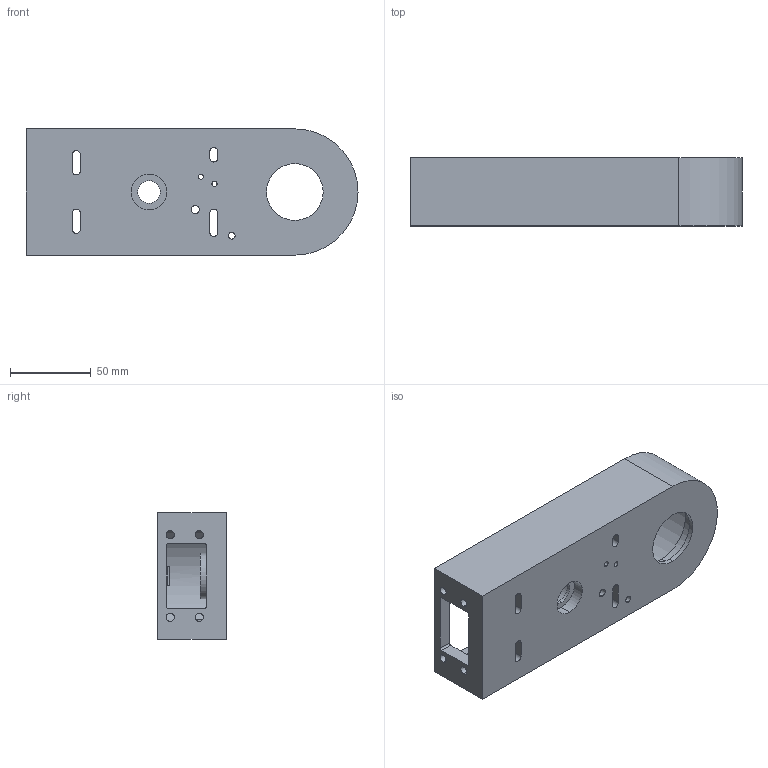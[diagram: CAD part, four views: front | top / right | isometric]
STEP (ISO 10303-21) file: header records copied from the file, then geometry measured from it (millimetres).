
FILE_DESCRIPTION(('FreeCAD Model'),'2;1');
FILE_NAME('Open CASCADE Shape Model','2021-05-05T12:10:49',('Author'),( ''),'Open CASCADE STEP processor 7.5','FreeCAD','Unknown');
FILE_SCHEMA(('AUTOMOTIVE_DESIGN { 1 0 10303 214 1 1 1 1 }'));
Length unit declared in the file: millimetre
Products named in the file (1): Arm 1_Arm 1
Bounding box: 205 x 42 x 78 mm (x, y, z)
Volume: 203432.6 mm3; surface area: 70974.1 mm2
Topology: 1 solids, 1 shells, 134 faces, 351 edges, 234 vertices
Faces by surface type: plane 84, cylinder 47, cone 3
Entity records: 8862 total; most frequent: CARTESIAN_POINT 1590, DIRECTION 1393, LINE 863, VECTOR 863, ORIENTED_EDGE 702, PCURVE 702, DEFINITIONAL_REPRESENTATION 702, EDGE_CURVE 351
